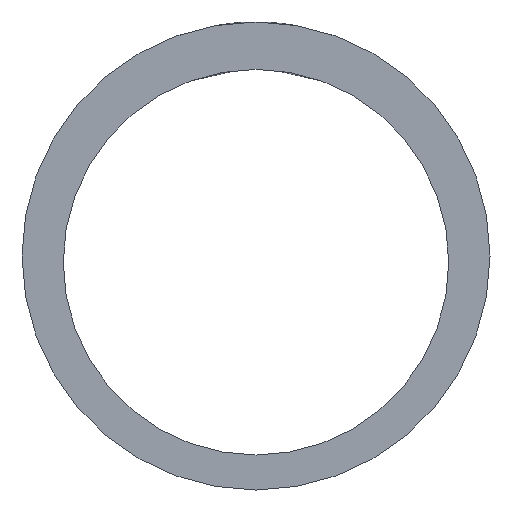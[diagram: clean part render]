
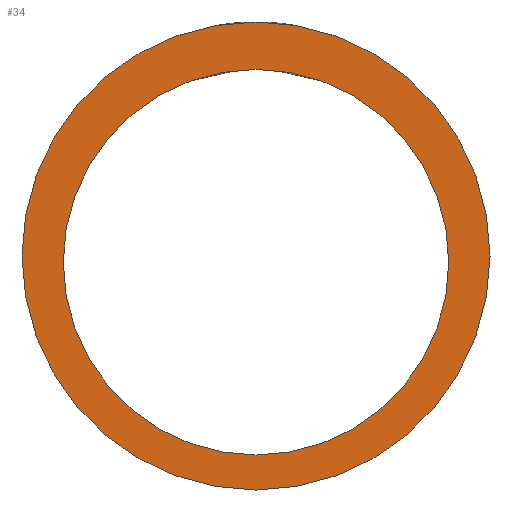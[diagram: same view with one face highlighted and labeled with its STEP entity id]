
A CAD part, left-side view. The second image highlights one B-rep face of the part: STEP entity #34.
In plain terms, the highlighted planar face has unit normal (-1, 0, 0).
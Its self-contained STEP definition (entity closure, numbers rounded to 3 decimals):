
#34 = ADVANCED_FACE( '', ( #69, #70 ), #71, .T. );
#69 = FACE_BOUND( '', #102, .T. );
#70 = FACE_OUTER_BOUND( '', #103, .T. );
#71 = PLANE( '', #104 );
#102 = EDGE_LOOP( '', ( #133 ) );
#103 = EDGE_LOOP( '', ( #134 ) );
#104 = AXIS2_PLACEMENT_3D( '', #135, #136, #137 );
#133 = ORIENTED_EDGE( '', *, *, #157, .F. );
#134 = ORIENTED_EDGE( '', *, *, #162, .T. );
#135 = CARTESIAN_POINT( '', ( 0., 0., 0. ) );
#136 = DIRECTION( '', ( -1., 0., 0. ) );
#137 = DIRECTION( '', ( 0., -1., 0. ) );
#157 = EDGE_CURVE( '', #170, #170, #171, .T. );
#162 = EDGE_CURVE( '', #179, #179, #180, .T. );
#170 = VERTEX_POINT( '', #190 );
#171 = CIRCLE( '', #191, 16.25 );
#179 = VERTEX_POINT( '', #307 );
#180 = CIRCLE( '', #308, 19.725 );
#190 = CARTESIAN_POINT( '', ( 0., 16.25, -0.525 ) );
#191 = AXIS2_PLACEMENT_3D( '', #317, #318, #319 );
#307 = CARTESIAN_POINT( '', ( 0., 19.725, 0. ) );
#308 = AXIS2_PLACEMENT_3D( '', #323, #324, #325 );
#317 = CARTESIAN_POINT( '', ( 0., 0., -0.525 ) );
#318 = DIRECTION( '', ( -1., 0., 0. ) );
#319 = DIRECTION( '', ( 0., 1., 0. ) );
#323 = CARTESIAN_POINT( '', ( 0., 0., 0. ) );
#324 = DIRECTION( '', ( -1., 0., 0. ) );
#325 = DIRECTION( '', ( 0., 1., 0. ) );
